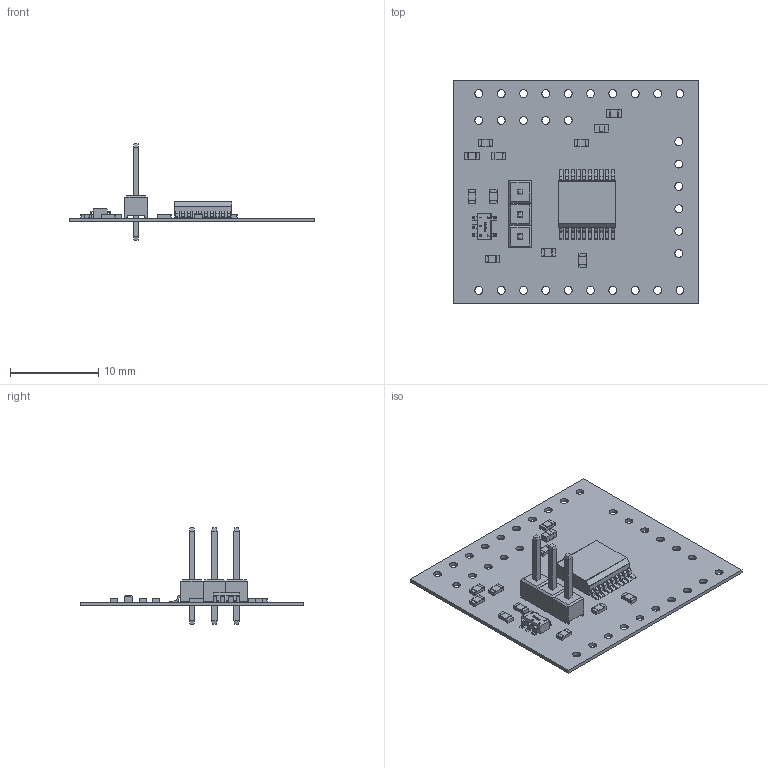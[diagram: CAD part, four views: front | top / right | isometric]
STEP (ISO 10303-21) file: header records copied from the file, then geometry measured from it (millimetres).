
FILE_DESCRIPTION(('Open CASCADE Model'),'2;1');
FILE_NAME('Open CASCADE Shape Model','2018-03-05T20:21:05',('Author'),( 'Open CASCADE'),'Open CASCADE STEP processor 6.8','Open CASCADE 6.8' ,'Unknown');
FILE_SCHEMA(('AUTOMOTIVE_DESIGN { 1 0 10303 214 1 1 1 1 }'));
Length unit declared in the file: millimetre
Products named in the file (27): PCB; Board; U2; User_Library-SOT23-5; User_Library-SOT23-5_SW3dPS-SOT23-5_SOT23-5_Connector; User_Library-SOT23-5_SW3dPS-SOT23-5_SOT23-5_Body; U1; SW3dPS-SSOP_20_PIN; R3; User_Library-TNPW0603; R2; R1; LED1; 1030723520; Extruded; 1030723384; CN2; User_Library-Header1x2; User_Library-Header1x2_Header1_1; C7; C6; C5; C4; C3; C2; C1
Assembly tree (41 placements, depth 4):
  PCB
    Board
    U2
      User_Library-SOT23-5
        User_Library-SOT23-5_SW3dPS-SOT23-5_SOT23-5_Connector  x5
        User_Library-SOT23-5_SW3dPS-SOT23-5_SOT23-5_Body
    U1
      SW3dPS-SSOP_20_PIN
    R3
      User_Library-TNPW0603
    R2
      User_Library-TNPW0603
    R1
      User_Library-TNPW0603
    LED1
      1030723520
        Extruded
      1030723384
        Extruded
    CN2
      User_Library-Header1x2  x2
        User_Library-Header1x2_Header1_1
    C7
      User_Library-TNPW0603
    C6
      User_Library-TNPW0603
    C5
      User_Library-TNPW0603
    C4
      User_Library-TNPW0603
    C3
      User_Library-TNPW0603
    C2
      User_Library-TNPW0603
    C1
      User_Library-TNPW0603
Bounding box: 27.94 x 25.4 x 10.98 mm (x, y, z)
Volume: 431.8 mm3; surface area: 1929.3 mm2
Topology: 24 solids, 24 shells, 1048 faces, 2846 edges, 1888 vertices
Faces by surface type: plane 790, cylinder 179, bspline 79
Full cylindrical faces by diameter (mm): 0.9 x34
Entity records: 27039 total; most frequent: CARTESIAN_POINT 8281, ORIENTED_EDGE 3316, DIRECTION 2968, EDGE_CURVE 1658, LINE 1174, VECTOR 1174, VERTEX_POINT 1102, AXIS2_PLACEMENT_3D 897
